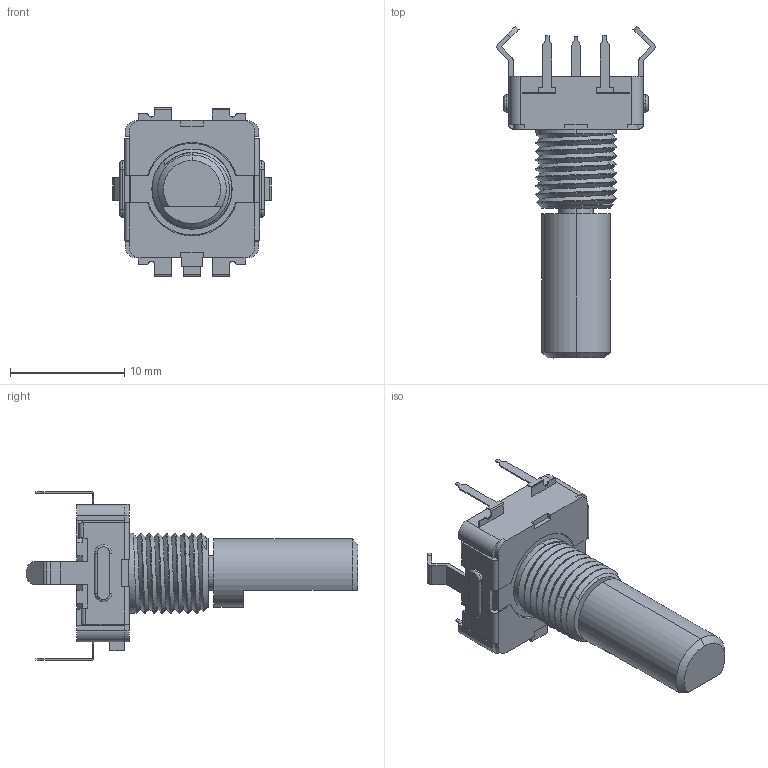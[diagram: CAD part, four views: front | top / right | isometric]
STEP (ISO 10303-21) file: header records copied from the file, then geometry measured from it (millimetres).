
FILE_DESCRIPTION (( 'STEP AP214' ), '1' );
FILE_NAME ('pec11l-4x20f-sxxxx.STEP', '2023-12-18T16:57:30', ( '' ), ( '' ), 'SwSTEP 2.0', 'SolidWorks 2023', '' );
FILE_SCHEMA (( 'AUTOMOTIVE_DESIGN' ));
Length unit declared in the file: millimetre
Products named in the file (1): pec11l-4x20f-sxxxx
Bounding box: 13.84 x 29.01 x 14.7 mm (x, y, z)
Volume: 888.7 mm3; surface area: 1752.2 mm2
Topology: 5 solids, 18 shells, 592 faces, 1558 edges, 1011 vertices
Faces by surface type: plane 346, cylinder 182, cone 46, bspline 18
Entity records: 21489 total; most frequent: CARTESIAN_POINT 6465, ORIENTED_EDGE 3108, DIRECTION 3029, EDGE_CURVE 1554, LINE 1065, VECTOR 1065, VERTEX_POINT 1010, AXIS2_PLACEMENT_3D 982
